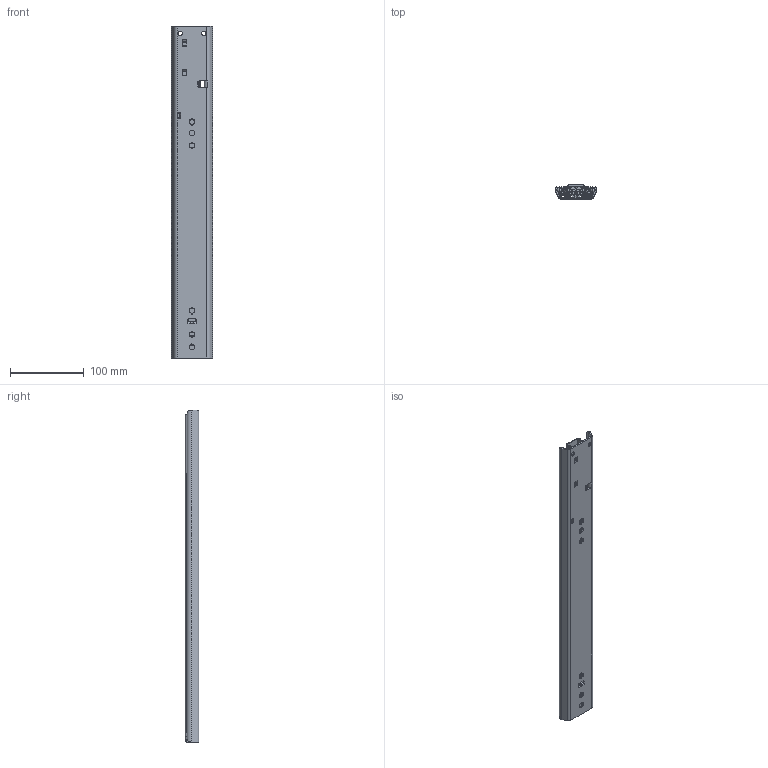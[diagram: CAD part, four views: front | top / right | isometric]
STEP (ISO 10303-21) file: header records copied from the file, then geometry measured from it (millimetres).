
FILE_DESCRIPTION(/* description */ ('Master Profielschetsen + Parameters'),/* implementation_level */ '2;1');
FILE_NAME(/* name */ '112-S84-01-in.stp',/* time_stamp */ '2015-05-01T09:37:09+02:00',/* author */ ('w.jans'),/* organization */ (''),/* preprocessor_version */ 'ST-DEVELOPER v15.6',/* originating_system */ 'Autodesk Inventor 2015',/* authorisation */ '');
FILE_SCHEMA (('AUTOMOTIVE_DESIGN { 1 0 10303 214 3 1 1 }'));
Length unit declared in the file: millimetre
Products named in the file (14): E000017363; E000017364; E000017375; E000017365; E000017372; E000017371; E000017366; E000017374; E000017367; E000017369; E000017370; E000017368; E000017373; E000017362
Assembly tree (49 placements, depth 3):
  E000017362
    E000017363
    E000017375
      E000017364
    E000017371
      E000017365
      E000017372  x22
    E000017374
      E000017366
    E000017370
      E000017367
      E000017369  x16
    E000017373
      E000017368
Bounding box: 55.79 x 18.5 x 450 mm (x, y, z)
Volume: 149760.9 mm3; surface area: 194636.6 mm2
Topology: 43 solids, 43 shells, 1261 faces, 3883 edges, 2818 vertices
Faces by surface type: plane 603, cylinder 566, cone 42, sphere 38, bspline 12
Full cylindrical faces by diameter (mm): 4.2 x1, 5.56 x16, 6 x2, 6.35 x22, 8 x4, 11 x2
Entity records: 44869 total; most frequent: CARTESIAN_POINT 10155, DIRECTION 7386, ORIENTED_EDGE 7052, EDGE_CURVE 3526, AXIS2_PLACEMENT_3D 2578, VERTEX_POINT 2352, LINE 2230, VECTOR 2230
